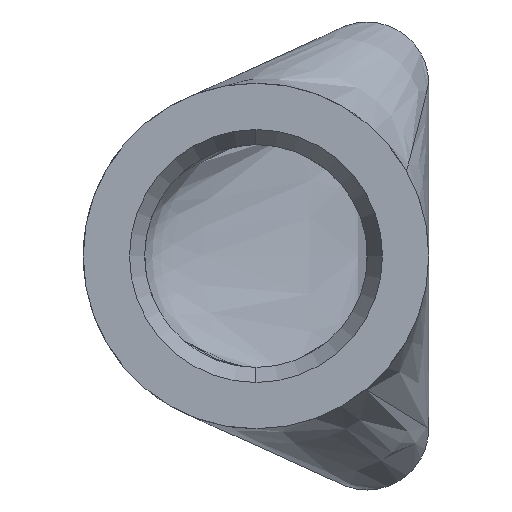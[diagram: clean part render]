
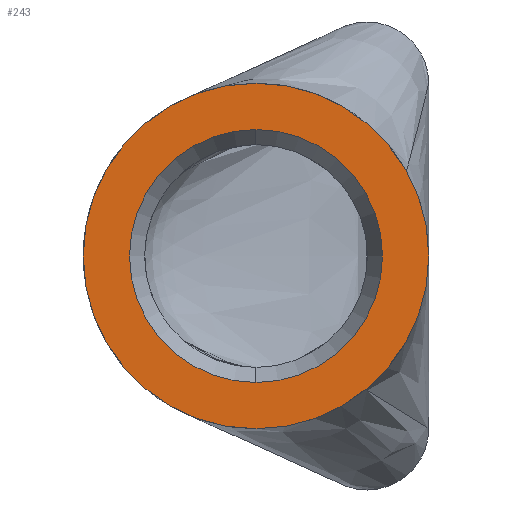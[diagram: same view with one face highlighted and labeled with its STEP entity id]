
A CAD part, left-side view. The second image highlights one B-rep face of the part: STEP entity #243.
In plain terms, the highlighted planar face has unit normal (-1, 0, 0).
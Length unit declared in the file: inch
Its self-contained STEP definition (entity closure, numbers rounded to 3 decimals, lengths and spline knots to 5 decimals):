
#26 = AXIS2_PLACEMENT_3D ( 'NONE', #1036, #244, #608 ) ;
#88 = EDGE_CURVE ( 'NONE', #947, #835, #536, .T. ) ;
#111 = CARTESIAN_POINT ( 'NONE',  ( 0., 0.4615, 0. ) ) ;
#122 = ORIENTED_EDGE ( 'NONE', *, *, #831, .T. ) ;
#137 = CIRCLE ( 'NONE', #418, 0.33791 ) ;
#140 = DIRECTION ( 'NONE',  ( 0., 0., 1. ) ) ;
#179 = CIRCLE ( 'NONE', #1000, 0.4615 ) ;
#208 = DIRECTION ( 'NONE',  ( -1., 0., 0. ) ) ;
#228 = AXIS2_PLACEMENT_3D ( 'NONE', #820, #208, #737 ) ;
#243 = ADVANCED_FACE ( 'NONE', ( #369, #1081 ), #278, .T. ) ;
#244 = DIRECTION ( 'NONE',  ( -1., 0., 0. ) ) ;
#278 = PLANE ( 'NONE',  #228 ) ;
#279 = EDGE_CURVE ( 'NONE', #919, #739, #1132, .T. ) ;
#316 = DIRECTION ( 'NONE',  ( -1., 0., 0. ) ) ;
#369 = FACE_BOUND ( 'NONE', #411, .T. ) ;
#411 = EDGE_LOOP ( 'NONE', ( #460, #654 ) ) ;
#418 = AXIS2_PLACEMENT_3D ( 'NONE', #619, #431, #514 ) ;
#431 = DIRECTION ( 'NONE',  ( 1., 0., 0. ) ) ;
#460 = ORIENTED_EDGE ( 'NONE', *, *, #916, .T. ) ;
#514 = DIRECTION ( 'NONE',  ( 0., 0., 1. ) ) ;
#536 = CIRCLE ( 'NONE', #26, 0.4615 ) ;
#608 = DIRECTION ( 'NONE',  ( 0., 0., 1. ) ) ;
#619 = CARTESIAN_POINT ( 'NONE',  ( 0., 0.4615, 0. ) ) ;
#631 = AXIS2_PLACEMENT_3D ( 'NONE', #111, #1087, #946 ) ;
#642 = CARTESIAN_POINT ( 'NONE',  ( 0., 0.4615, 0.33791 ) ) ;
#654 = ORIENTED_EDGE ( 'NONE', *, *, #279, .T. ) ;
#737 = DIRECTION ( 'NONE',  ( 0., 0., 1. ) ) ;
#739 = VERTEX_POINT ( 'NONE', #642 ) ;
#758 = CARTESIAN_POINT ( 'NONE',  ( 0., 0.4615, 0.4615 ) ) ;
#792 = CARTESIAN_POINT ( 'NONE',  ( 0., 0.4615, -0.33791 ) ) ;
#820 = CARTESIAN_POINT ( 'NONE',  ( 0., 0., 0. ) ) ;
#830 = EDGE_LOOP ( 'NONE', ( #122, #1091 ) ) ;
#831 = EDGE_CURVE ( 'NONE', #835, #947, #179, .T. ) ;
#835 = VERTEX_POINT ( 'NONE', #758 ) ;
#845 = CARTESIAN_POINT ( 'NONE',  ( 0., 0.4615, 0. ) ) ;
#916 = EDGE_CURVE ( 'NONE', #739, #919, #137, .T. ) ;
#919 = VERTEX_POINT ( 'NONE', #792 ) ;
#946 = DIRECTION ( 'NONE',  ( 0., 0., 1. ) ) ;
#947 = VERTEX_POINT ( 'NONE', #958 ) ;
#958 = CARTESIAN_POINT ( 'NONE',  ( 0., 0.4615, -0.4615 ) ) ;
#1000 = AXIS2_PLACEMENT_3D ( 'NONE', #845, #316, #140 ) ;
#1036 = CARTESIAN_POINT ( 'NONE',  ( 0., 0.4615, 0. ) ) ;
#1081 = FACE_OUTER_BOUND ( 'NONE', #830, .T. ) ;
#1087 = DIRECTION ( 'NONE',  ( 1., 0., 0. ) ) ;
#1091 = ORIENTED_EDGE ( 'NONE', *, *, #88, .T. ) ;
#1132 = CIRCLE ( 'NONE', #631, 0.33791 ) ;
